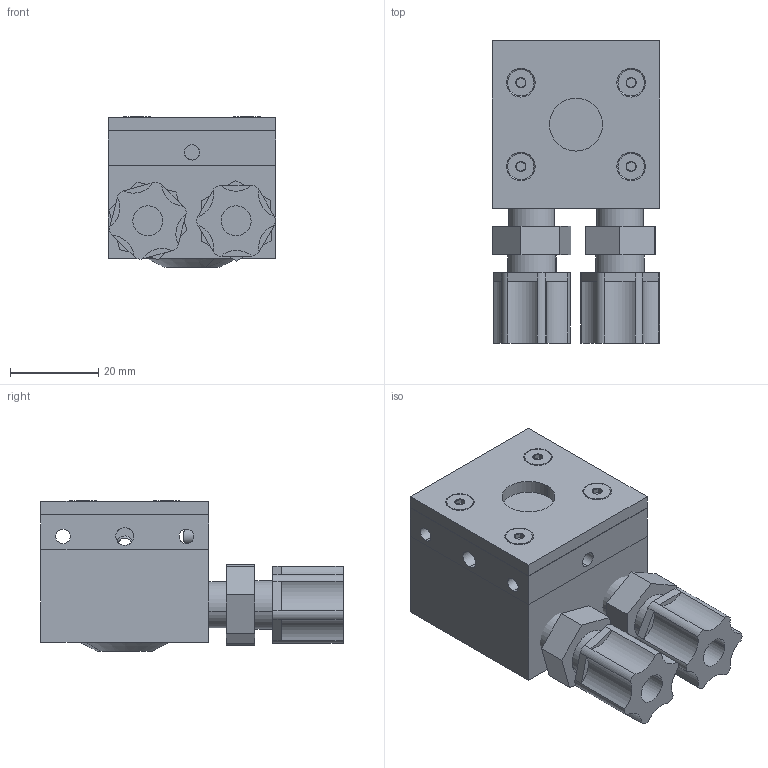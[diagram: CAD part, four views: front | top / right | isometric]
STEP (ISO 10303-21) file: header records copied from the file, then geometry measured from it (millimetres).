
FILE_DESCRIPTION (( 'STEP AP214' ), '1' );
FILE_NAME ('SK-9678 UP12E-70W-H5.STEP', '2017-10-23T13:37:20', ( '' ), ( '' ), 'SwSTEP 2.0', 'SolidWorks 2016', '' );
FILE_SCHEMA (( 'AUTOMOTIVE_DESIGN' ));
Length unit declared in the file: millimetre
Products named in the file (1): SK-9678 UP12E-70W-H5
Bounding box: 38 x 68.5 x 34.05 mm (x, y, z)
Surface area: 21185.7 mm2 (no closed solid volume)
Topology: 0 solids, 13 shells, 222 faces, 582 edges, 386 vertices
Faces by surface type: plane 106, cylinder 65, cone 51
Entity records: 9707 total; most frequent: CARTESIAN_POINT 1689, DIRECTION 1216, ORIENTED_EDGE 1032, EDGE_CURVE 582, AXIS2_PLACEMENT_3D 465, VERTEX_POINT 386, LINE 286, VECTOR 286
